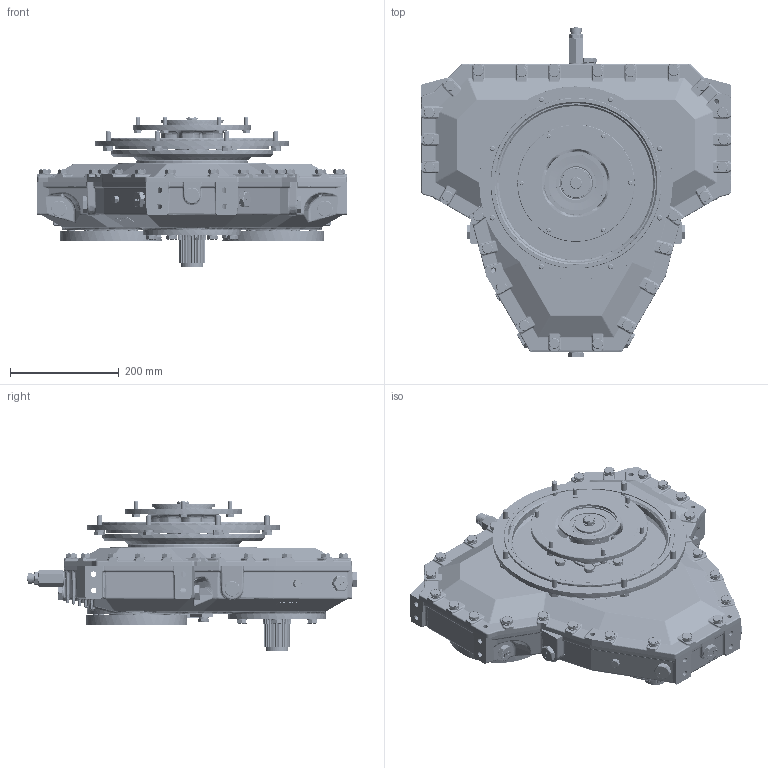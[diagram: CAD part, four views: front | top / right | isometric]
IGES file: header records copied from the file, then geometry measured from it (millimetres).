
Start section: SolidWorks IGES file using analytic representation for surfaces
Global section: file name: 1029023AB.igs; native system: SolidWorks 2015; preprocessor: SolidWorks 2015; author: smtservice; date: 190725.105055; units: millimetre
Bounding box: 570 x 608.8 x 276.4 mm (x, y, z)
Surface area: 2248407.6 mm2 (no closed solid volume)
Topology: 0 solids, 0 shells, 7583 faces, 116772 edges, 115445 vertices
Faces by surface type: bspline 4921, revolution 2662
